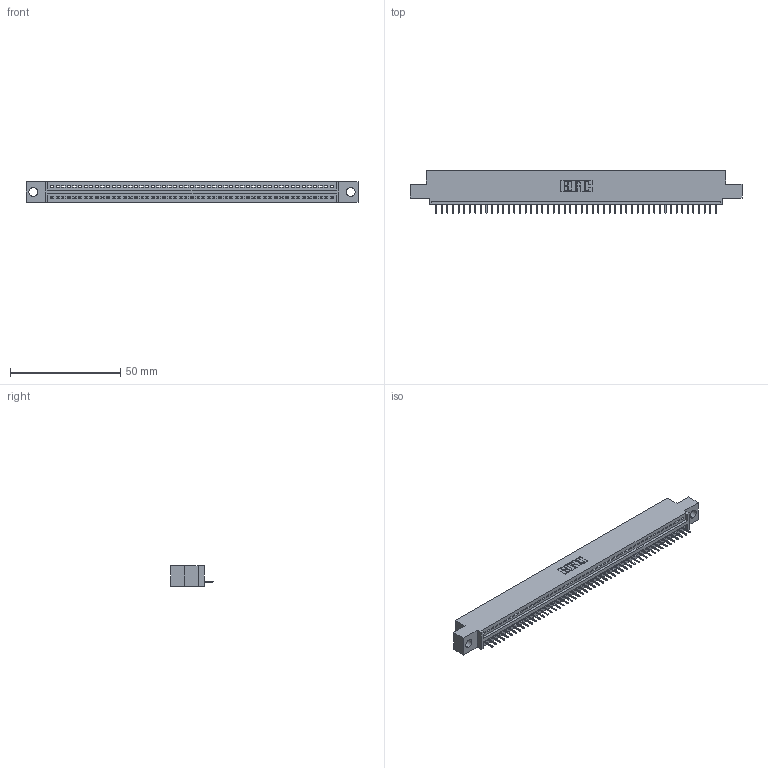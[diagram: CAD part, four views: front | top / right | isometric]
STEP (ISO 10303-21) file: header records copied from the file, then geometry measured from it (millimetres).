
FILE_DESCRIPTION (( 'STEP AP203' ), '1' );
FILE_NAME ('345-051-524-404.STEP', '2021-05-28T15:23:57', ( '' ), ( '' ), 'SwSTEP 2.0', 'SolidWorks 2020', '' );
FILE_SCHEMA (( 'CONFIG_CONTROL_DESIGN' ));
Length unit declared in the file: inch
Products named in the file (3): 345 Part_0.110 Offset - 0.156 Dia-TI; 345-051-524-404; 345-292-001_345-293-124
Assembly tree (52 placements, depth 2):
  345-051-524-404
    345 Part_0.110 Offset - 0.156 Dia-TI
    345-292-001_345-293-124  x51
Bounding box: 150.75 x 19.35 x 9.4 mm (x, y, z)
Volume: 14011.2 mm3; surface area: 18022.2 mm2
Topology: 52 solids, 52 shells, 3306 faces, 9569 edges, 6174 vertices
Faces by surface type: plane 2444, cylinder 862
Entity records: 37797 total; most frequent: CARTESIAN_POINT 6555, ORIENTED_EDGE 6538, DIRECTION 5711, EDGE_CURVE 3269, LINE 2937, VECTOR 2937, VERTEX_POINT 2174, AXIS2_PLACEMENT_3D 1387
